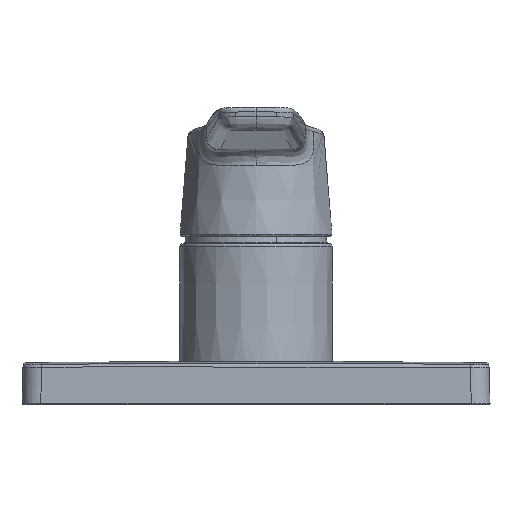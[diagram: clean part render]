
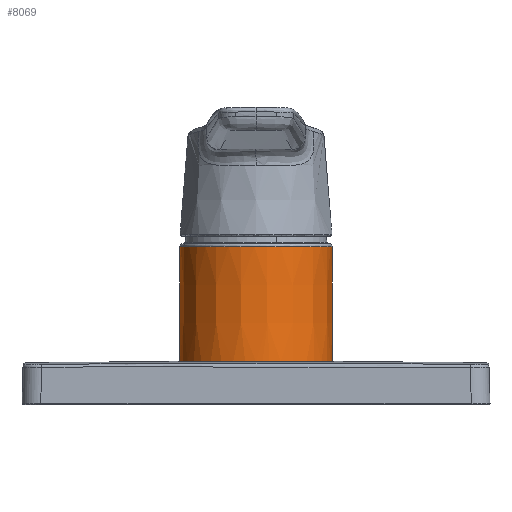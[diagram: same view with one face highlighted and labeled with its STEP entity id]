
A CAD part, front view. The second image highlights one B-rep face of the part: STEP entity #8069.
In plain terms, the highlighted conical face has half-angle 0.229 degrees and reference radius 24.599 mm.
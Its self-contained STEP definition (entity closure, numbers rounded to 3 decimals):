
#10 = VERTEX_POINT ( 'NONE', #3027 ) ;
#28 = VERTEX_POINT ( 'NONE', #15003 ) ;
#333 = DIRECTION ( 'NONE',  ( 0.479, -0.878, 0. ) ) ;
#3027 = CARTESIAN_POINT ( 'NONE',  ( 0., -52.552, 13.783 ) ) ;
#3201 = AXIS2_PLACEMENT_3D ( 'NONE', #20664, #10834, #333 ) ;
#5521 = AXIS2_PLACEMENT_3D ( 'NONE', #13417, #21529, #10088 ) ;
#7239 = CONICAL_SURFACE ( 'NONE', #5521, 24.599, 0.004 ) ;
#7349 = FACE_BOUND ( 'NONE', #12446, .T. ) ;
#7618 = FACE_OUTER_BOUND ( 'NONE', #18587, .T. ) ;
#8069 = ADVANCED_FACE ( 'NONE', ( #7618, #7349 ), #7239, .T. ) ;
#8421 = ORIENTED_EDGE ( 'NONE', *, *, #14357, .T. ) ;
#8737 = CARTESIAN_POINT ( 'NONE',  ( 0., -3.449, 13.998 ) ) ;
#10088 = DIRECTION ( 'NONE',  ( 0., 1., 0. ) ) ;
#10471 = CARTESIAN_POINT ( 'NONE',  ( 49.102, -52.552, 13.783 ) ) ;
#10834 = DIRECTION ( 'NONE',  ( 0., 0., -1. ) ) ;
#11474 =( BOUNDED_CURVE ( )  B_SPLINE_CURVE ( 3, ( #17059, #21552, #18684, #8737, #20319, #10471, #21965 ),
 .UNSPECIFIED., .T., .F. ) 
 B_SPLINE_CURVE_WITH_KNOTS ( ( 4, 3, 4 ),
 ( 0., 3.142, 6.283 ),
 .UNSPECIFIED. ) 
 CURVE ( )  GEOMETRIC_REPRESENTATION_ITEM ( )  RATIONAL_B_SPLINE_CURVE ( ( 1., 0.333, 0.333, 1., 0.333, 0.333, 1. ) ) 
 REPRESENTATION_ITEM ( '' )  );
#11904 = EDGE_CURVE ( 'NONE', #10, #10, #11474, .T. ) ;
#12446 = EDGE_LOOP ( 'NONE', ( #8421 ) ) ;
#13417 = CARTESIAN_POINT ( 'NONE',  ( 0., -28., 1.901 ) ) ;
#14357 = EDGE_CURVE ( 'NONE', #28, #28, #19773, .T. ) ;
#15003 = CARTESIAN_POINT ( 'NONE',  ( 11.7, -49.417, 50.704 ) ) ;
#17059 = CARTESIAN_POINT ( 'NONE',  ( 0., -52.552, 13.783 ) ) ;
#18062 = ORIENTED_EDGE ( 'NONE', *, *, #11904, .F. ) ;
#18587 = EDGE_LOOP ( 'NONE', ( #18062 ) ) ;
#18684 = CARTESIAN_POINT ( 'NONE',  ( -49.102, -3.449, 13.998 ) ) ;
#19773 = CIRCLE ( 'NONE', #3201, 24.404 ) ;
#20319 = CARTESIAN_POINT ( 'NONE',  ( 49.102, -3.449, 13.998 ) ) ;
#20664 = CARTESIAN_POINT ( 'NONE',  ( 0., -28., 50.704 ) ) ;
#21529 = DIRECTION ( 'NONE',  ( 0., 0., -1. ) ) ;
#21552 = CARTESIAN_POINT ( 'NONE',  ( -49.102, -52.552, 13.783 ) ) ;
#21965 = CARTESIAN_POINT ( 'NONE',  ( 0., -52.552, 13.783 ) ) ;
